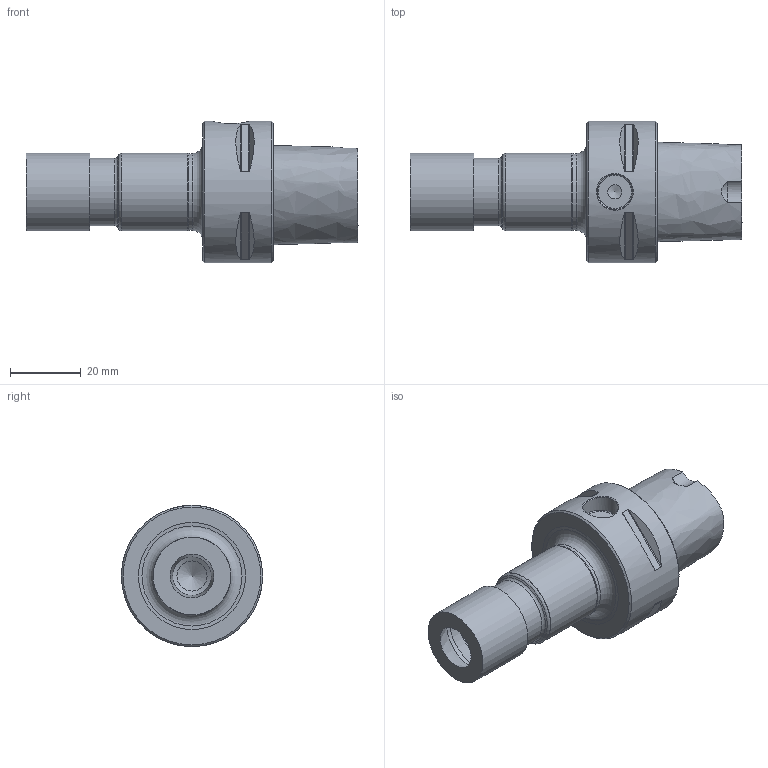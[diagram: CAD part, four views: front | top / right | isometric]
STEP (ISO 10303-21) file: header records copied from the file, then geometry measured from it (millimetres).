
FILE_DESCRIPTION(/* description */ (''),/* implementation_level */ '2;1');
FILE_NAME(/* name */ 'AC4-ER-16-070-M.stp',/* time_stamp */ '2024-11-20T08:40:01+03:00',/* author */ (''),/* organization */ (''),/* preprocessor_version */ 'ST-DEVELOPER v19.4',/* originating_system */ 'SIEMENS PLM Software NX2306.5001',/* authorisation */ '');
FILE_SCHEMA (('AUTOMOTIVE_DESIGN { 1 0 10303 214 3 1 1 1 }'));
Length unit declared in the file: millimetre
Products named in the file (1): AC4-ER-16-070-M-LIGHT_objects
Bounding box: 94 x 40 x 40 mm (x, y, z)
Volume: 49998.7 mm3; surface area: 12736.5 mm2
Topology: 1 solids, 1 shells, 59 faces, 130 edges, 82 vertices
Faces by surface type: plane 20, cylinder 20, cone 13, torus 4, bspline 2
Full cylindrical faces by diameter (mm): 4 x1, 8.5 x1, 10 x1, 11 x1, 18 x1, 19 x1, 19.7 x1, 21.8 x1, 22 x2, 40 x1
Entity records: 2100 total; most frequent: CARTESIAN_POINT 959, DIRECTION 226, ORIENTED_EDGE 178, AXIS2_PLACEMENT_3D 101, EDGE_LOOP 98, EDGE_CURVE 89, FACE_BOUND 77, VERTEX_POINT 73
